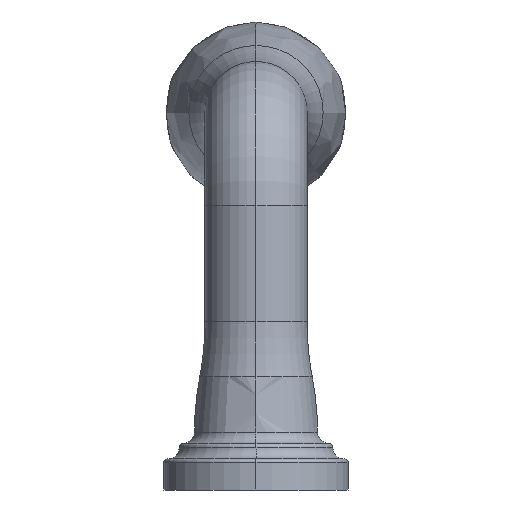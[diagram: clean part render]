
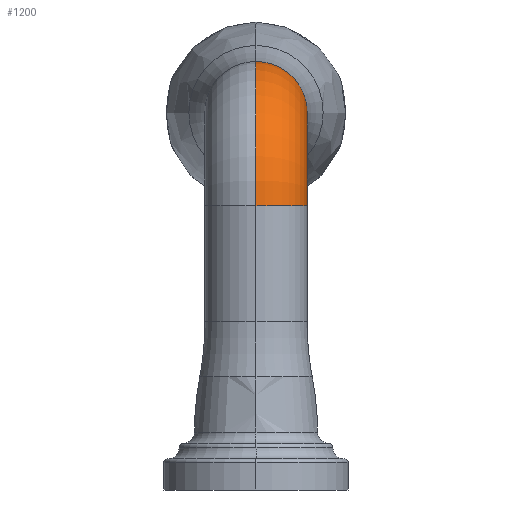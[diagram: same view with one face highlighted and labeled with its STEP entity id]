
A CAD part, left-side view. The second image highlights one B-rep face of the part: STEP entity #1200.
In plain terms, the highlighted toroidal (fillet/blend) face has major radius 5.994 mm and minor radius 3.297 mm.
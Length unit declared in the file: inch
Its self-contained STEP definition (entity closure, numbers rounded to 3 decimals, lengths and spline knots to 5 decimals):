
#2=CARTESIAN_POINT('',(0.236,0.,0.91927));
#3=DIRECTION('',(1.,0.,0.));
#4=DIRECTION('',(0.,0.,1.));
#5=AXIS2_PLACEMENT_3D('',#2,#3,#4);
#7=CARTESIAN_POINT('',(0.,0.,0.68327));
#8=DIRECTION('',(0.,0.,-1.));
#9=DIRECTION('',(1.,0.,0.));
#10=AXIS2_PLACEMENT_3D('',#7,#8,#9);
#12=CARTESIAN_POINT('',(0.236,0.,0.68327));
#13=DIRECTION('',(0.,-1.,0.));
#14=DIRECTION('',(0.,0.,1.));
#15=AXIS2_PLACEMENT_3D('',#12,#13,#14);
#22=CARTESIAN_POINT('',(0.236,0.,0.68327));
#23=DIRECTION('',(0.,1.,0.));
#24=DIRECTION('',(-1.,0.,0.));
#25=AXIS2_PLACEMENT_3D('',#22,#23,#24);
#971=CARTESIAN_POINT('',(0.236,0.,1.04907));
#972=CARTESIAN_POINT('',(-0.1298,0.,0.68327));
#973=VERTEX_POINT('',#971);
#974=VERTEX_POINT('',#972);
#975=CARTESIAN_POINT('',(0.236,0.,0.78947));
#976=VERTEX_POINT('',#975);
#977=CARTESIAN_POINT('',(0.1298,0.,0.68327));
#978=VERTEX_POINT('',#977);
#1185=CARTESIAN_POINT('',(0.236,0.,0.68327));
#1186=DIRECTION('',(0.,1.,0.));
#1187=DIRECTION('',(0.,0.,1.));
#1188=AXIS2_PLACEMENT_3D('',#1185,#1186,#1187);
#1189=TOROIDAL_SURFACE('',#1188,0.236,0.1298);
#1191=ORIENTED_EDGE('',*,*,#1190,.F.);
#1193=ORIENTED_EDGE('',*,*,#1192,.T.);
#1195=ORIENTED_EDGE('',*,*,#1194,.F.);
#1197=ORIENTED_EDGE('',*,*,#1196,.T.);
#1198=EDGE_LOOP('',(#1191,#1193,#1195,#1197));
#1199=FACE_OUTER_BOUND('',#1198,.F.);
#1200=ADVANCED_FACE('',(#1199),#1189,.T.);
#6=CIRCLE('',#5,0.1298);
#11=CIRCLE('',#10,0.1298);
#16=CIRCLE('',#15,0.3658);
#26=CIRCLE('',#25,0.1062);
#1190=EDGE_CURVE('',#973,#974,#16,.T.);
#1192=EDGE_CURVE('',#973,#976,#6,.T.);
#1194=EDGE_CURVE('',#978,#976,#26,.T.);
#1196=EDGE_CURVE('',#978,#974,#11,.T.);
